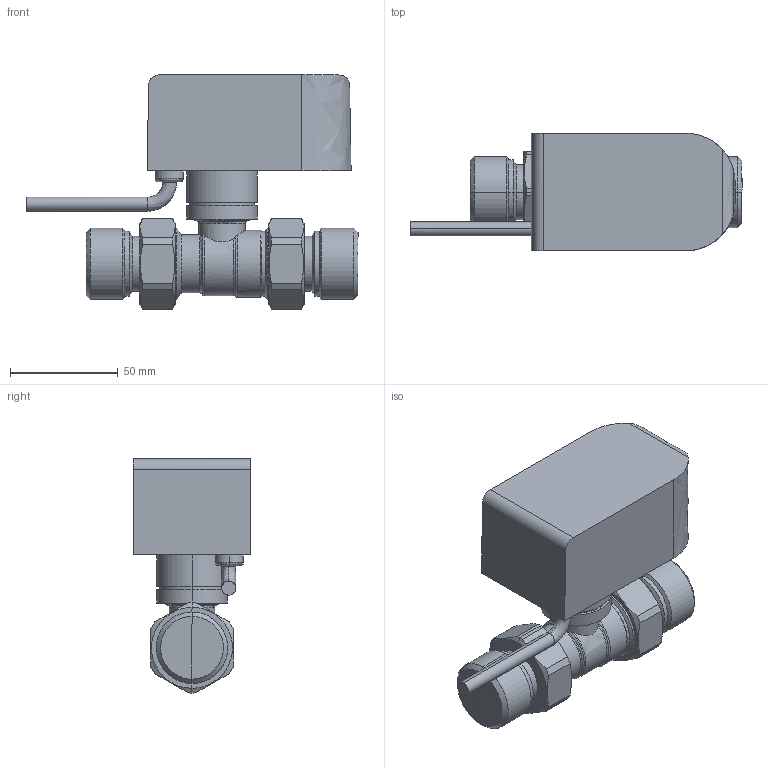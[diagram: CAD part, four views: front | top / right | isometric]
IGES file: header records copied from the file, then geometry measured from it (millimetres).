
Global section: file name: 644262 (IGS); native system: Autodesk Inventor 2017; preprocessor: unknown; author: ufftec; date: 20180424.092115; units: millimetre
Bounding box: 153.81 x 54.5 x 108.5 mm (x, y, z)
Volume: 375175.5 mm3; surface area: 51176.2 mm2
Topology: 6 solids, 6 shells, 164 faces, 376 edges, 225 vertices
Faces by surface type: bspline 164
